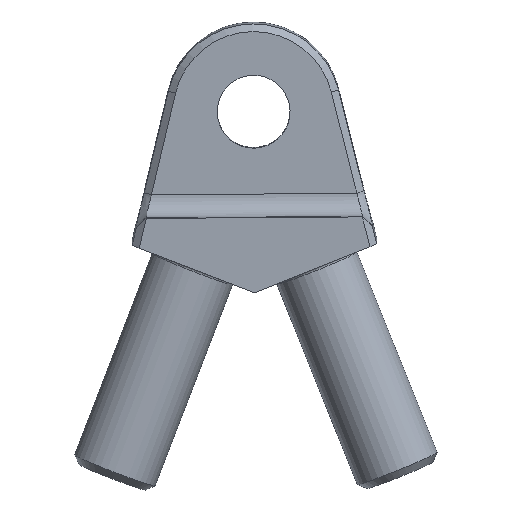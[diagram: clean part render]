
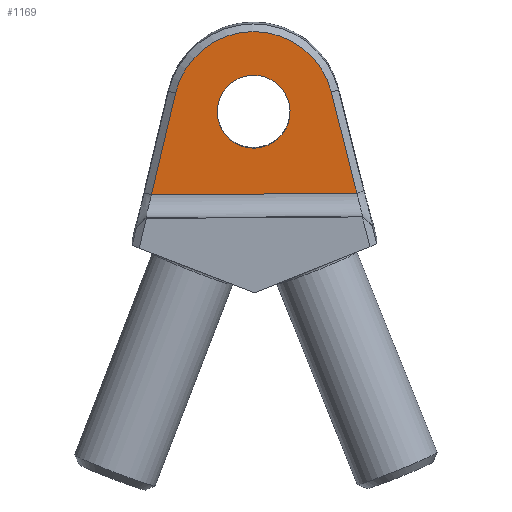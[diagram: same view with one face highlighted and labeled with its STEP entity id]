
A CAD part, top view. The second image highlights one B-rep face of the part: STEP entity #1169.
In plain terms, the highlighted planar face has unit normal (0, -0.054, 0.999).
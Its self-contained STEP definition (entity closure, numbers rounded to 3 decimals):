
#85=CARTESIAN_POINT('Vertex',(-14.488,576.083,149.425)) ;
#99=CARTESIAN_POINT('Vertex',(-5.712,571.296,149.164)) ;
#102=CARTESIAN_POINT('Axis2P3D Location',(-10.1,573.689,149.295)) ;
#119=CARTESIAN_POINT('Axis2P3D Location',(-10.1,573.689,149.295)) ;
#1110=CARTESIAN_POINT('Axis2P3D Location',(-9.999,559.411,148.516)) ;
#1115=CARTESIAN_POINT('Line Origine',(-10.021,562.406,148.679)) ;
#1119=CARTESIAN_POINT('Vertex',(-24.1,562.308,148.674)) ;
#1121=CARTESIAN_POINT('Vertex',(4.059,562.505,148.685)) ;
#1124=CARTESIAN_POINT('Line Origine',(3.852,563.327,148.73)) ;
#1128=CARTESIAN_POINT('Vertex',(3.645,564.149,148.774)) ;
#1131=CARTESIAN_POINT('Line Origine',(2.107,570.258,149.108)) ;
#1135=CARTESIAN_POINT('Vertex',(0.568,576.368,149.441)) ;
#1138=CARTESIAN_POINT('Axis2P3D Location',(-10.1,573.689,149.295)) ;
#1142=CARTESIAN_POINT('Vertex',(-20.805,576.218,149.433)) ;
#1145=CARTESIAN_POINT('Line Origine',(-22.257,570.087,149.098)) ;
#1149=CARTESIAN_POINT('Vertex',(-23.709,563.957,148.764)) ;
#1152=CARTESIAN_POINT('Line Origine',(-23.905,563.132,148.719)) ;
#103=DIRECTION('Axis2P3D Direction',(0.,0.054,-0.999)) ;
#120=DIRECTION('Axis2P3D Direction',(0.,0.054,-0.999)) ;
#1111=DIRECTION('Axis2P3D Direction',(0.,-0.054,0.999)) ;
#1112=DIRECTION('Axis2P3D XDirection',(-0.007,0.998,0.054)) ;
#1116=DIRECTION('Vector Direction',(-1.,-0.007,0.)) ;
#1125=DIRECTION('Vector Direction',(0.244,-0.968,-0.053)) ;
#1132=DIRECTION('Vector Direction',(0.244,-0.968,-0.053)) ;
#1139=DIRECTION('Axis2P3D Direction',(0.,-0.054,0.999)) ;
#1146=DIRECTION('Vector Direction',(-0.23,-0.972,-0.053)) ;
#1153=DIRECTION('Vector Direction',(-0.23,-0.972,-0.053)) ;
#104=AXIS2_PLACEMENT_3D('Circle Axis2P3D',#102,#103,$) ;
#121=AXIS2_PLACEMENT_3D('Circle Axis2P3D',#119,#120,$) ;
#1113=AXIS2_PLACEMENT_3D('Plane Axis2P3D',#1110,#1111,#1112) ;
#1140=AXIS2_PLACEMENT_3D('Circle Axis2P3D',#1138,#1139,$) ;
#1158=ORIENTED_EDGE('',*,*,#1123,.T.) ;
#1159=ORIENTED_EDGE('',*,*,#1130,.F.) ;
#1160=ORIENTED_EDGE('',*,*,#1137,.F.) ;
#1161=ORIENTED_EDGE('',*,*,#1144,.F.) ;
#1162=ORIENTED_EDGE('',*,*,#1151,.F.) ;
#1163=ORIENTED_EDGE('',*,*,#1156,.F.) ;
#1166=ORIENTED_EDGE('',*,*,#123,.F.) ;
#1167=ORIENTED_EDGE('',*,*,#106,.F.) ;
#1168=FACE_BOUND('',#1165,.T.) ;
#1117=VECTOR('Line Direction',#1116,1.) ;
#1126=VECTOR('Line Direction',#1125,1.) ;
#1133=VECTOR('Line Direction',#1132,1.) ;
#1147=VECTOR('Line Direction',#1146,1.) ;
#1154=VECTOR('Line Direction',#1153,1.) ;
#1169=ADVANCED_FACE('Corps principal',(#1164,#1168),#1114,.T.) ;
#105=CIRCLE('generated circle',#104,5.) ;
#122=CIRCLE('generated circle',#121,5.) ;
#1141=CIRCLE('generated circle',#1140,11.) ;
#106=EDGE_CURVE('',#100,#86,#105,.F.) ;
#123=EDGE_CURVE('',#86,#100,#122,.F.) ;
#1123=EDGE_CURVE('',#1120,#1122,#1118,.F.) ;
#1130=EDGE_CURVE('',#1129,#1122,#1127,.T.) ;
#1137=EDGE_CURVE('',#1136,#1129,#1134,.T.) ;
#1144=EDGE_CURVE('',#1143,#1136,#1141,.F.) ;
#1151=EDGE_CURVE('',#1150,#1143,#1148,.F.) ;
#1156=EDGE_CURVE('',#1120,#1150,#1155,.F.) ;
#1157=EDGE_LOOP('',(#1158,#1159,#1160,#1161,#1162,#1163)) ;
#1165=EDGE_LOOP('',(#1166,#1167)) ;
#1164=FACE_OUTER_BOUND('',#1157,.T.) ;
#1118=LINE('Line',#1115,#1117) ;
#1127=LINE('Line',#1124,#1126) ;
#1134=LINE('Line',#1131,#1133) ;
#1148=LINE('Line',#1145,#1147) ;
#1155=LINE('Line',#1152,#1154) ;
#1114=PLANE('Plane',#1113) ;
#86=VERTEX_POINT('',#85) ;
#100=VERTEX_POINT('',#99) ;
#1120=VERTEX_POINT('',#1119) ;
#1122=VERTEX_POINT('',#1121) ;
#1129=VERTEX_POINT('',#1128) ;
#1136=VERTEX_POINT('',#1135) ;
#1143=VERTEX_POINT('',#1142) ;
#1150=VERTEX_POINT('',#1149) ;
